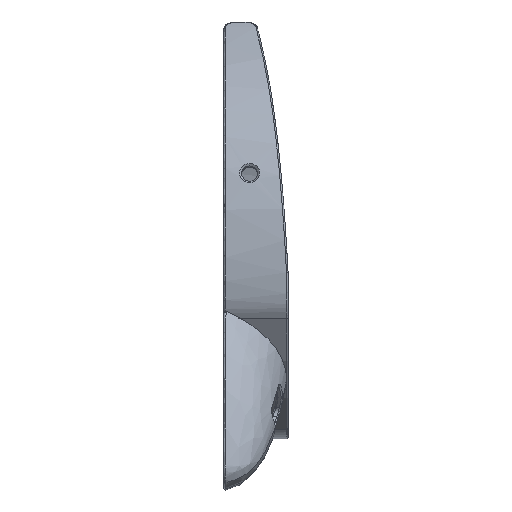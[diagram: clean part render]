
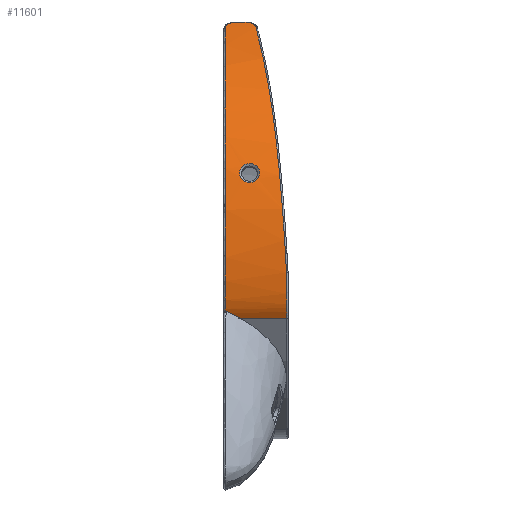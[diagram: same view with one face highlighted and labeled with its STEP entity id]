
A CAD part, left-side view. The second image highlights one B-rep face of the part: STEP entity #11601.
In plain terms, the highlighted free-form (B-spline) face has degree [5, 1] with [15, 2] control points.
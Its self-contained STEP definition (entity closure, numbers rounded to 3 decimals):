
#23=(
BOUNDED_SURFACE()
B_SPLINE_SURFACE(5,1,((#18429,#18430),(#18431,#18432),(#18433,#18434),(#18435,
#18436),(#18437,#18438),(#18439,#18440),(#18441,#18442),(#18443,#18444),
(#18445,#18446),(#18447,#18448),(#18449,#18450),(#18451,#18452),(#18453,
#18454),(#18455,#18456),(#18457,#18458)),.UNSPECIFIED.,.F.,.F.,.F.)
B_SPLINE_SURFACE_WITH_KNOTS((6,1,1,1,1,1,1,1,1,1,6),(2,2),(-1.,-0.9,-0.8,
-0.7,-0.6,-0.5,-0.4,-0.3,-0.2,-0.1,0.),(0.,2.),.UNSPECIFIED.)
GEOMETRIC_REPRESENTATION_ITEM()
RATIONAL_B_SPLINE_SURFACE(((1.,1.),(1.,1.),(1.,1.),(1.,1.),(1.,1.),(1.,
1.),(1.,1.),(1.,1.),(1.,1.),(1.,1.),(1.,1.),(1.,1.),(1.,1.),(1.,1.),(1.,
1.)))
REPRESENTATION_ITEM('')
SURFACE()
);
#51=FACE_BOUND('',#2722,.T.);
#800=LINE('',#18475,#1371);
#1371=VECTOR('',#13062,10.);
#2030=FACE_OUTER_BOUND('',#2721,.T.);
#2721=EDGE_LOOP('',(#8467,#8468,#8469,#8470,#8471,#8472,#8473));
#2722=EDGE_LOOP('',(#8474));
#3626=B_SPLINE_CURVE_WITH_KNOTS('',3,(#18419,#18420,#18421,#18422,#18423,
#18424,#18425,#18426,#18427,#18428),.UNSPECIFIED.,.T.,.F.,(4,1,1,1,1,1,
1,4),(-3.142,-2.244,-1.346,-0.449,
0.449,1.346,2.244,3.142),
 .UNSPECIFIED.);
#3627=B_SPLINE_CURVE_WITH_KNOTS('',3,(#18461,#18462,#18463,#18464,#18465,
#18466,#18467,#18468,#18469,#18470,#18471,#18472,#18473),.UNSPECIFIED.,
 .F.,.F.,(4,1,1,1,1,1,1,1,1,1,4),(-10.968,-10.772,-10.576,
-10.185,-9.401,-7.834,-6.267,
-4.701,-3.134,-1.567,0.),.UNSPECIFIED.);
#3628=B_SPLINE_CURVE_WITH_KNOTS('',3,(#18477,#18478,#18479,#18480,#18481,
#18482,#18483,#18484),.UNSPECIFIED.,.F.,.F.,(4,1,1,1,1,4),(-1.489,
-1.065,-0.639,-0.319,-0.213,
0.),.UNSPECIFIED.);
#3629=B_SPLINE_CURVE_WITH_KNOTS('',3,(#18486,#18487,#18488,#18489,#18490,
#18491,#18492,#18493,#18494,#18495),.UNSPECIFIED.,.F.,.F.,(4,1,1,1,1,1,
1,4),(-11.069,-9.701,-8.332,-6.963,
-5.595,-4.226,-2.857,-1.496),
 .UNSPECIFIED.);
#3630=B_SPLINE_CURVE_WITH_KNOTS('',3,(#18497,#18498,#18499,#18500,#18501),
 .UNSPECIFIED.,.F.,.F.,(4,1,4),(-0.506,-0.217,0.),
 .UNSPECIFIED.);
#3631=B_SPLINE_CURVE_WITH_KNOTS('',3,(#18503,#18504,#18505,#18506),
 .UNSPECIFIED.,.F.,.F.,(4,4),(0.,0.247),
 .UNSPECIFIED.);
#3632=B_SPLINE_CURVE_WITH_KNOTS('',3,(#18507,#18508,#18509,#18510,#18511),
 .UNSPECIFIED.,.F.,.F.,(4,1,4),(-0.55,-0.314,0.),
 .UNSPECIFIED.);
#4836=VERTEX_POINT('',#18417);
#4837=VERTEX_POINT('',#18459);
#4838=VERTEX_POINT('',#18460);
#4839=VERTEX_POINT('',#18474);
#4840=VERTEX_POINT('',#18476);
#4841=VERTEX_POINT('',#18485);
#4842=VERTEX_POINT('',#18496);
#4843=VERTEX_POINT('',#18502);
#6206=EDGE_CURVE('',#4836,#4836,#3626,.T.);
#6207=EDGE_CURVE('',#4837,#4838,#3627,.T.);
#6208=EDGE_CURVE('',#4837,#4839,#800,.T.);
#6209=EDGE_CURVE('',#4840,#4839,#3628,.T.);
#6210=EDGE_CURVE('',#4841,#4840,#3629,.T.);
#6211=EDGE_CURVE('',#4842,#4841,#3630,.T.);
#6212=EDGE_CURVE('',#4843,#4842,#3631,.T.);
#6213=EDGE_CURVE('',#4838,#4843,#3632,.T.);
#8467=ORIENTED_EDGE('',*,*,#6207,.F.);
#8468=ORIENTED_EDGE('',*,*,#6208,.T.);
#8469=ORIENTED_EDGE('',*,*,#6209,.F.);
#8470=ORIENTED_EDGE('',*,*,#6210,.F.);
#8471=ORIENTED_EDGE('',*,*,#6211,.F.);
#8472=ORIENTED_EDGE('',*,*,#6212,.F.);
#8473=ORIENTED_EDGE('',*,*,#6213,.F.);
#8474=ORIENTED_EDGE('',*,*,#6206,.F.);
#11601=ADVANCED_FACE('',(#2030,#51),#23,.F.);
#13062=DIRECTION('',(0.,1.,0.));
#18417=CARTESIAN_POINT('',(55.238,8.,-44.245));
#18419=CARTESIAN_POINT('Ctrl Pts',(55.238,8.,-44.245));
#18420=CARTESIAN_POINT('Ctrl Pts',(55.238,7.072,-44.245));
#18421=CARTESIAN_POINT('Ctrl Pts',(55.552,5.23,-45.076));
#18422=CARTESIAN_POINT('Ctrl Pts',(56.5,4.535,-47.925));
#18423=CARTESIAN_POINT('Ctrl Pts',(57.144,6.462,-50.241));
#18424=CARTESIAN_POINT('Ctrl Pts',(57.146,9.541,-50.248));
#18425=CARTESIAN_POINT('Ctrl Pts',(56.498,11.457,-47.924));
#18426=CARTESIAN_POINT('Ctrl Pts',(55.553,10.776,-45.075));
#18427=CARTESIAN_POINT('Ctrl Pts',(55.238,8.928,-44.245));
#18428=CARTESIAN_POINT('Ctrl Pts',(55.238,8.,-44.245));
#18429=CARTESIAN_POINT('Ctrl Pts',(56.074,0.,-92.629));
#18430=CARTESIAN_POINT('Ctrl Pts',(56.074,20.,-92.629));
#18431=CARTESIAN_POINT('Ctrl Pts',(56.305,0.,-92.242));
#18432=CARTESIAN_POINT('Ctrl Pts',(56.305,20.,-92.242));
#18433=CARTESIAN_POINT('Ctrl Pts',(56.807,0.,-91.45));
#18434=CARTESIAN_POINT('Ctrl Pts',(56.807,20.,-91.45));
#18435=CARTESIAN_POINT('Ctrl Pts',(57.681,0.,-90.193));
#18436=CARTESIAN_POINT('Ctrl Pts',(57.681,20.,-90.193));
#18437=CARTESIAN_POINT('Ctrl Pts',(58.99,0.,-87.414));
#18438=CARTESIAN_POINT('Ctrl Pts',(58.99,20.,-87.414));
#18439=CARTESIAN_POINT('Ctrl Pts',(60.312,0.,-78.04));
#18440=CARTESIAN_POINT('Ctrl Pts',(60.312,20.,-78.04));
#18441=CARTESIAN_POINT('Ctrl Pts',(60.166,0.,-63.269));
#18442=CARTESIAN_POINT('Ctrl Pts',(60.166,20.,-63.269));
#18443=CARTESIAN_POINT('Ctrl Pts',(57.408,0.,-48.444));
#18444=CARTESIAN_POINT('Ctrl Pts',(57.408,20.,-48.444));
#18445=CARTESIAN_POINT('Ctrl Pts',(51.929,0.,-34.975));
#18446=CARTESIAN_POINT('Ctrl Pts',(51.929,20.,-34.975));
#18447=CARTESIAN_POINT('Ctrl Pts',(43.957,0.,-23.781));
#18448=CARTESIAN_POINT('Ctrl Pts',(43.957,20.,-23.781));
#18449=CARTESIAN_POINT('Ctrl Pts',(34.003,0.,-14.581));
#18450=CARTESIAN_POINT('Ctrl Pts',(34.003,20.,-14.581));
#18451=CARTESIAN_POINT('Ctrl Pts',(24.884,0.,-8.383));
#18452=CARTESIAN_POINT('Ctrl Pts',(24.884,20.,-8.383));
#18453=CARTESIAN_POINT('Ctrl Pts',(17.595,0.,-4.09));
#18454=CARTESIAN_POINT('Ctrl Pts',(17.595,20.,-4.09));
#18455=CARTESIAN_POINT('Ctrl Pts',(12.561,0.,-1.344));
#18456=CARTESIAN_POINT('Ctrl Pts',(12.561,20.,-1.344));
#18457=CARTESIAN_POINT('Ctrl Pts',(10.,0.,0.));
#18458=CARTESIAN_POINT('Ctrl Pts',(10.,20.,0.));
#18459=CARTESIAN_POINT('',(56.074,0.5,-92.629));
#18460=CARTESIAN_POINT('',(13.533,0.5,-1.895));
#18461=CARTESIAN_POINT('Ctrl Pts',(56.074,0.5,-92.629));
#18462=CARTESIAN_POINT('Ctrl Pts',(56.401,0.5,-92.082));
#18463=CARTESIAN_POINT('Ctrl Pts',(57.164,0.5,-90.982));
#18464=CARTESIAN_POINT('Ctrl Pts',(58.357,0.5,-88.474));
#18465=CARTESIAN_POINT('Ctrl Pts',(59.426,0.5,-83.931));
#18466=CARTESIAN_POINT('Ctrl Pts',(60.264,0.5,-74.773));
#18467=CARTESIAN_POINT('Ctrl Pts',(59.796,0.5,-61.621));
#18468=CARTESIAN_POINT('Ctrl Pts',(56.522,0.5,-46.119));
#18469=CARTESIAN_POINT('Ctrl Pts',(49.845,0.5,-31.661));
#18470=CARTESIAN_POINT('Ctrl Pts',(39.64,0.5,-19.44));
#18471=CARTESIAN_POINT('Ctrl Pts',(27.136,0.5,-9.757));
#18472=CARTESIAN_POINT('Ctrl Pts',(18.124,0.5,-4.411));
#18473=CARTESIAN_POINT('Ctrl Pts',(13.533,0.5,-1.895));
#18474=CARTESIAN_POINT('',(56.074,19.5,-92.629));
#18475=CARTESIAN_POINT('',(56.074,0.,-92.629));
#18476=CARTESIAN_POINT('',(59.873,19.5,-78.16));
#18477=CARTESIAN_POINT('Ctrl Pts',(59.873,19.5,-78.16));
#18478=CARTESIAN_POINT('Ctrl Pts',(59.789,19.5,-79.579));
#18479=CARTESIAN_POINT('Ctrl Pts',(59.545,19.5,-82.419));
#18480=CARTESIAN_POINT('Ctrl Pts',(58.916,19.5,-86.32));
#18481=CARTESIAN_POINT('Ctrl Pts',(58.077,19.5,-89.122));
#18482=CARTESIAN_POINT('Ctrl Pts',(57.049,19.5,-91.137));
#18483=CARTESIAN_POINT('Ctrl Pts',(56.43,19.5,-92.034));
#18484=CARTESIAN_POINT('Ctrl Pts',(56.074,19.5,-92.629));
#18485=CARTESIAN_POINT('',(13.151,9.942,-1.686));
#18486=CARTESIAN_POINT('Ctrl Pts',(13.151,9.942,-1.686));
#18487=CARTESIAN_POINT('Ctrl Pts',(17.134,10.508,-3.859));
#18488=CARTESIAN_POINT('Ctrl Pts',(24.949,11.635,-8.425));
#18489=CARTESIAN_POINT('Ctrl Pts',(36.042,13.321,-16.447));
#18490=CARTESIAN_POINT('Ctrl Pts',(45.737,14.949,-26.215));
#18491=CARTESIAN_POINT('Ctrl Pts',(53.087,16.429,-37.9));
#18492=CARTESIAN_POINT('Ctrl Pts',(57.75,17.692,-50.908));
#18493=CARTESIAN_POINT('Ctrl Pts',(59.97,18.717,-64.435));
#18494=CARTESIAN_POINT('Ctrl Pts',(60.143,19.267,-73.613));
#18495=CARTESIAN_POINT('Ctrl Pts',(59.873,19.5,-78.16));
#18496=CARTESIAN_POINT('',(10.443,6.469,-0.233));
#18497=CARTESIAN_POINT('Ctrl Pts',(10.443,6.469,-0.233));
#18498=CARTESIAN_POINT('Ctrl Pts',(10.443,7.433,-0.233));
#18499=CARTESIAN_POINT('Ctrl Pts',(11.099,9.108,-0.578));
#18500=CARTESIAN_POINT('Ctrl Pts',(12.52,9.852,-1.342));
#18501=CARTESIAN_POINT('Ctrl Pts',(13.151,9.942,-1.686));
#18502=CARTESIAN_POINT('',(10.443,4.,-0.233));
#18503=CARTESIAN_POINT('Ctrl Pts',(10.443,4.,-0.233));
#18504=CARTESIAN_POINT('Ctrl Pts',(10.443,4.823,-0.233));
#18505=CARTESIAN_POINT('Ctrl Pts',(10.443,5.646,-0.233));
#18506=CARTESIAN_POINT('Ctrl Pts',(10.443,6.469,-0.233));
#18507=CARTESIAN_POINT('Ctrl Pts',(13.533,0.5,-1.895));
#18508=CARTESIAN_POINT('Ctrl Pts',(12.843,0.5,-1.517));
#18509=CARTESIAN_POINT('Ctrl Pts',(11.223,1.139,-0.643));
#18510=CARTESIAN_POINT('Ctrl Pts',(10.443,2.953,-0.233));
#18511=CARTESIAN_POINT('Ctrl Pts',(10.443,4.,-0.233));
